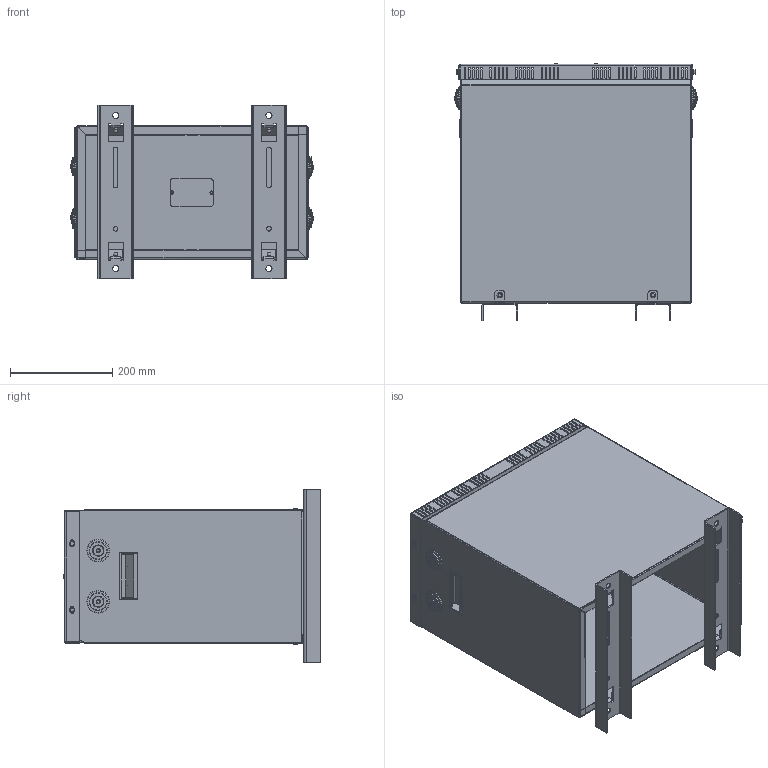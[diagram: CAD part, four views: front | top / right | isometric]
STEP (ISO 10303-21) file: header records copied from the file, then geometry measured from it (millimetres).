
FILE_DESCRIPTION(/* description */ (''),/* implementation_level */ '2;1');
FILE_NAME(/* name */ 'CAJ14C23.stp',/* time_stamp */ '2023-12-18T12:25:29+01:00',/* author */ ('ops'),/* organization */ (''),/* preprocessor_version */ 'ST-DEVELOPER v16.13',/* originating_system */ 'Autodesk Inventor 2018',/* authorisation */ '');
FILE_SCHEMA (('AUTOMOTIVE_DESIGN { 1 0 10303 214 3 1 1 }'));
Products named in the file (11): CAJ014C23-Rc60; lateral ca014c23; tapa caj014c23; pie caj014c23; Pasacables PG29; P2413D; Etiqueta de aluminio pequeña; Blind Rivet GB/T 12615.1-2004 3.2 X 9; Blind Rivet GB/T 12615.1-2004 5 X 12; ANSI B18.22M - 5 N; DIN 933 - M5  x 7
Assembly tree (26 placements, depth 2):
  CAJ014C23-Rc60
    lateral ca014c23  x2
    tapa caj014c23
    pie caj014c23  x2
    Pasacables PG29  x4
    P2413D  x2
    Etiqueta de aluminio pequeña
    Blind Rivet GB/T 12615.1-2004 3.2 X 9  x2
    Blind Rivet GB/T 12615.1-2004 5 X 12  x4
    ANSI B18.22M - 5 N  x4
    DIN 933 - M5  x 7  x4
Bounding box: 477.2 x 502.8 x 340 mm (x, y, z)
Volume: 1296409.5 mm3; surface area: 1912884.1 mm2
Topology: 26 solids, 26 shells, 1132 faces, 2782 edges, 1772 vertices
Faces by surface type: plane 668, cylinder 384, cone 40, torus 30, bspline 10
Full cylindrical faces by diameter (mm): 3.2 x2, 3.5 x2, 4 x2, 4.567 x4, 5 x8, 5.25 x4, 5.6 x4, 6 x4, 6.7 x4, 7 x4, 8 x8, 9 x2, 11 x4, 12 x4, 20 x4, 22 x4, 33 x4, 35 x4, 36.5 x4, 37 x4, 38.5 x4, 42.5 x4, 44.5 x4
Entity records: 22567 total; most frequent: CARTESIAN_POINT 3992, DIRECTION 3815, ORIENTED_EDGE 3624, EDGE_CURVE 1812, AXIS2_PLACEMENT_3D 1291, LINE 1233, VECTOR 1233, VERTEX_POINT 1195
